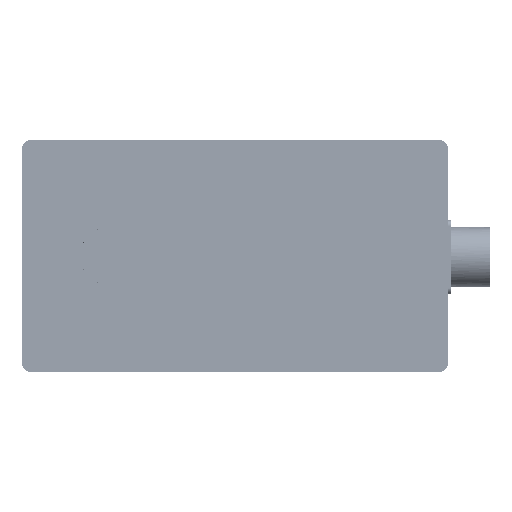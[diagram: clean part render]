
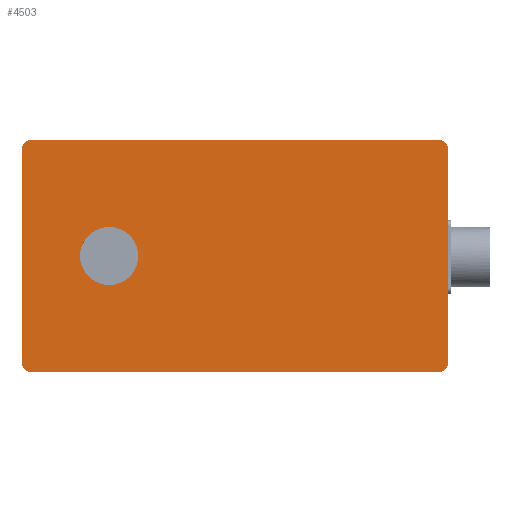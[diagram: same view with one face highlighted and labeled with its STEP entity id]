
A CAD part, front view. The second image highlights one B-rep face of the part: STEP entity #4503.
In plain terms, the highlighted face is planar.
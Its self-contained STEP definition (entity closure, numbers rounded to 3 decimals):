
#98 = VECTOR ( 'NONE', #131900, 1000. ) ;
#1202 = ORIENTED_EDGE ( 'NONE', *, *, #82229, .T. ) ;
#1542 = VERTEX_POINT ( 'NONE', #9925 ) ;
#4503 = ADVANCED_FACE ( 'NONE', ( #79120, #30449 ), #31130, .T. ) ;
#5362 = CARTESIAN_POINT ( 'NONE',  ( 55., 170., -119. ) ) ;
#7900 = CARTESIAN_POINT ( 'NONE',  ( 55., -40., -119. ) ) ;
#8460 = AXIS2_PLACEMENT_3D ( 'NONE', #97771, #111172, #99864 ) ;
#9925 = CARTESIAN_POINT ( 'NONE',  ( -60., -40., -119. ) ) ;
#9945 = DIRECTION ( 'NONE',  ( -1., 0., 0. ) ) ;
#10478 = VERTEX_POINT ( 'NONE', #61911 ) ;
#10505 = CARTESIAN_POINT ( 'NONE',  ( 55., -40., -119. ) ) ;
#12096 = ORIENTED_EDGE ( 'NONE', *, *, #121724, .T. ) ;
#12761 = LINE ( 'NONE', #121292, #98 ) ;
#13578 = ORIENTED_EDGE ( 'NONE', *, *, #103982, .T. ) ;
#16149 = CARTESIAN_POINT ( 'NONE',  ( -55., 175., -119. ) ) ;
#16609 = AXIS2_PLACEMENT_3D ( 'NONE', #7900, #125614, #73390 ) ;
#17997 = DIRECTION ( 'NONE',  ( -1., 0., 0. ) ) ;
#18267 = AXIS2_PLACEMENT_3D ( 'NONE', #138435, #127849, #103209 ) ;
#22599 = CARTESIAN_POINT ( 'NONE',  ( 0., 0., -119. ) ) ;
#23415 = CARTESIAN_POINT ( 'NONE',  ( -55., 175., -119. ) ) ;
#23835 = EDGE_LOOP ( 'NONE', ( #1202, #113100, #12096, #48104, #112066, #114873, #33016, #13578 ) ) ;
#28588 = DIRECTION ( 'NONE',  ( 0., 0., -1. ) ) ;
#30449 = FACE_OUTER_BOUND ( 'NONE', #23835, .T. ) ;
#31130 = PLANE ( 'NONE',  #16609 ) ;
#31523 = EDGE_CURVE ( 'NONE', #52302, #88275, #138290, .T. ) ;
#32188 = VECTOR ( 'NONE', #32978, 1000. ) ;
#32507 = DIRECTION ( 'NONE',  ( 0., 0., -1. ) ) ;
#32978 = DIRECTION ( 'NONE',  ( 0., -1., 0. ) ) ;
#33016 = ORIENTED_EDGE ( 'NONE', *, *, #31523, .T. ) ;
#33385 = CARTESIAN_POINT ( 'NONE',  ( -55., 170., -119. ) ) ;
#34385 = VERTEX_POINT ( 'NONE', #36941 ) ;
#35206 = CARTESIAN_POINT ( 'NONE',  ( 55., -45., -119. ) ) ;
#36941 = CARTESIAN_POINT ( 'NONE',  ( 60., -40., -119. ) ) ;
#38657 = AXIS2_PLACEMENT_3D ( 'NONE', #10505, #107065, #83066 ) ;
#40707 = CIRCLE ( 'NONE', #18267, 15. ) ;
#46037 = DIRECTION ( 'NONE',  ( 0., 0., -1. ) ) ;
#46568 = VERTEX_POINT ( 'NONE', #49091 ) ;
#48104 = ORIENTED_EDGE ( 'NONE', *, *, #48891, .T. ) ;
#48891 = EDGE_CURVE ( 'NONE', #1542, #10478, #12761, .T. ) ;
#49091 = CARTESIAN_POINT ( 'NONE',  ( 15., 0., -119. ) ) ;
#52302 = VERTEX_POINT ( 'NONE', #122547 ) ;
#53626 = ORIENTED_EDGE ( 'NONE', *, *, #110447, .F. ) ;
#57268 = AXIS2_PLACEMENT_3D ( 'NONE', #5362, #28588, #17997 ) ;
#58848 = EDGE_CURVE ( 'NONE', #87601, #46568, #40707, .T. ) ;
#61911 = CARTESIAN_POINT ( 'NONE',  ( -60., 170., -119. ) ) ;
#63342 = CIRCLE ( 'NONE', #38657, 5. ) ;
#64768 = EDGE_CURVE ( 'NONE', #119684, #52302, #81607, .T. ) ;
#66243 = LINE ( 'NONE', #99336, #126160 ) ;
#71411 = CIRCLE ( 'NONE', #8460, 5. ) ;
#73390 = DIRECTION ( 'NONE',  ( -1., 0., 0. ) ) ;
#75925 = EDGE_CURVE ( 'NONE', #10478, #119684, #101605, .T. ) ;
#75928 = CARTESIAN_POINT ( 'NONE',  ( 60., 170., -119. ) ) ;
#77281 = ORIENTED_EDGE ( 'NONE', *, *, #58848, .F. ) ;
#79120 = FACE_BOUND ( 'NONE', #85625, .T. ) ;
#81607 = LINE ( 'NONE', #16149, #105426 ) ;
#82229 = EDGE_CURVE ( 'NONE', #34385, #112291, #63342, .T. ) ;
#83066 = DIRECTION ( 'NONE',  ( -1., 0., 0. ) ) ;
#85625 = EDGE_LOOP ( 'NONE', ( #53626, #77281 ) ) ;
#87601 = VERTEX_POINT ( 'NONE', #120249 ) ;
#88275 = VERTEX_POINT ( 'NONE', #114338 ) ;
#88741 = CIRCLE ( 'NONE', #120295, 15. ) ;
#95693 = EDGE_CURVE ( 'NONE', #112291, #107046, #66243, .T. ) ;
#97253 = DIRECTION ( 'NONE',  ( -1., 0., 0. ) ) ;
#97771 = CARTESIAN_POINT ( 'NONE',  ( -55., -40., -119. ) ) ;
#98180 = DIRECTION ( 'NONE',  ( -1., 0., 0. ) ) ;
#99336 = CARTESIAN_POINT ( 'NONE',  ( 55., -45., -119. ) ) ;
#99864 = DIRECTION ( 'NONE',  ( -1., 0., 0. ) ) ;
#101605 = CIRCLE ( 'NONE', #137640, 5. ) ;
#103209 = DIRECTION ( 'NONE',  ( -1., 0., 0. ) ) ;
#103982 = EDGE_CURVE ( 'NONE', #88275, #34385, #109094, .T. ) ;
#105426 = VECTOR ( 'NONE', #136629, 1000. ) ;
#107046 = VERTEX_POINT ( 'NONE', #123794 ) ;
#107065 = DIRECTION ( 'NONE',  ( 0., 0., -1. ) ) ;
#109094 = LINE ( 'NONE', #75928, #32188 ) ;
#110447 = EDGE_CURVE ( 'NONE', #46568, #87601, #88741, .T. ) ;
#111172 = DIRECTION ( 'NONE',  ( 0., 0., -1. ) ) ;
#112066 = ORIENTED_EDGE ( 'NONE', *, *, #75925, .T. ) ;
#112291 = VERTEX_POINT ( 'NONE', #35206 ) ;
#113100 = ORIENTED_EDGE ( 'NONE', *, *, #95693, .T. ) ;
#114338 = CARTESIAN_POINT ( 'NONE',  ( 60., 170., -119. ) ) ;
#114873 = ORIENTED_EDGE ( 'NONE', *, *, #64768, .T. ) ;
#119684 = VERTEX_POINT ( 'NONE', #23415 ) ;
#120249 = CARTESIAN_POINT ( 'NONE',  ( -15., 0., -119. ) ) ;
#120295 = AXIS2_PLACEMENT_3D ( 'NONE', #22599, #32507, #9945 ) ;
#121292 = CARTESIAN_POINT ( 'NONE',  ( -60., -40., -119. ) ) ;
#121724 = EDGE_CURVE ( 'NONE', #107046, #1542, #71411, .T. ) ;
#122547 = CARTESIAN_POINT ( 'NONE',  ( 55., 175., -119. ) ) ;
#123794 = CARTESIAN_POINT ( 'NONE',  ( -55., -45., -119. ) ) ;
#125614 = DIRECTION ( 'NONE',  ( 0., 0., -1. ) ) ;
#126160 = VECTOR ( 'NONE', #97253, 1000. ) ;
#127849 = DIRECTION ( 'NONE',  ( 0., 0., -1. ) ) ;
#131900 = DIRECTION ( 'NONE',  ( 0., 1., 0. ) ) ;
#136629 = DIRECTION ( 'NONE',  ( 1., 0., 0. ) ) ;
#137640 = AXIS2_PLACEMENT_3D ( 'NONE', #33385, #46037, #98180 ) ;
#138290 = CIRCLE ( 'NONE', #57268, 5. ) ;
#138435 = CARTESIAN_POINT ( 'NONE',  ( 0., 0., -119. ) ) ;
